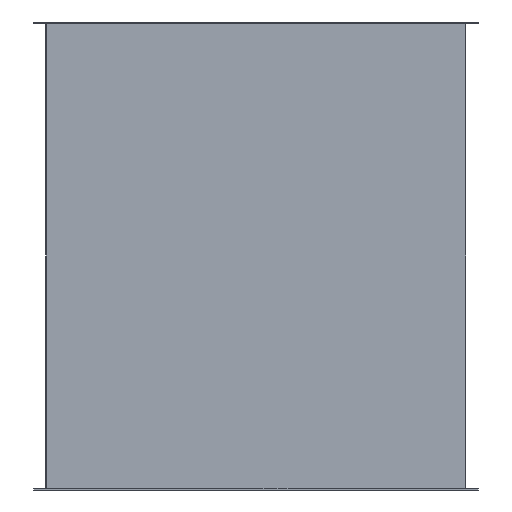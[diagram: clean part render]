
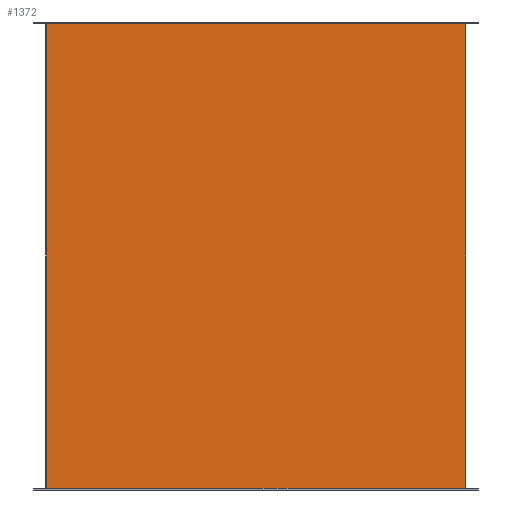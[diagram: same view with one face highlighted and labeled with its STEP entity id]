
A CAD part, front view. The second image highlights one B-rep face of the part: STEP entity #1372.
In plain terms, the highlighted planar face has unit normal (0, -1, 0).
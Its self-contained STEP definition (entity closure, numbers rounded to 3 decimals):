
#61 = ORIENTED_EDGE ( 'NONE', *, *, #2533, .T. ) ;
#88 = VERTEX_POINT ( 'NONE', #864 ) ;
#100 = ORIENTED_EDGE ( 'NONE', *, *, #2478, .T. ) ;
#180 = DIRECTION ( 'NONE',  ( 0., 0., -1. ) ) ;
#316 = PLANE ( 'NONE',  #971 ) ;
#333 = CARTESIAN_POINT ( 'NONE',  ( 350., -200., 390. ) ) ;
#410 = LINE ( 'NONE', #1800, #1465 ) ;
#532 = LINE ( 'NONE', #717, #1597 ) ;
#717 = CARTESIAN_POINT ( 'NONE',  ( -350., -200., -387. ) ) ;
#737 = DIRECTION ( 'NONE',  ( -1., 0., 0. ) ) ;
#789 = VERTEX_POINT ( 'NONE', #2024 ) ;
#792 = VECTOR ( 'NONE', #180, 1000. ) ;
#864 = CARTESIAN_POINT ( 'NONE',  ( -350., -200., 387. ) ) ;
#971 = AXIS2_PLACEMENT_3D ( 'NONE', #1365, #1152, #1803 ) ;
#980 = EDGE_CURVE ( 'NONE', #88, #1146, #1355, .T. ) ;
#1045 = ORIENTED_EDGE ( 'NONE', *, *, #1435, .F. ) ;
#1146 = VERTEX_POINT ( 'NONE', #1711 ) ;
#1152 = DIRECTION ( 'NONE',  ( 0., 1., 0. ) ) ;
#1169 = CARTESIAN_POINT ( 'NONE',  ( 350., -200., 387. ) ) ;
#1355 = LINE ( 'NONE', #2078, #792 ) ;
#1365 = CARTESIAN_POINT ( 'NONE',  ( -350., -200., 390. ) ) ;
#1372 = ADVANCED_FACE ( 'NONE', ( #2650 ), #316, .F. ) ;
#1435 = EDGE_CURVE ( 'NONE', #1953, #789, #1896, .T. ) ;
#1465 = VECTOR ( 'NONE', #737, 1000. ) ;
#1596 = DIRECTION ( 'NONE',  ( 0., 0., -1. ) ) ;
#1597 = VECTOR ( 'NONE', #2209, 1000. ) ;
#1643 = EDGE_LOOP ( 'NONE', ( #2718, #100, #1045, #61 ) ) ;
#1711 = CARTESIAN_POINT ( 'NONE',  ( -350., -200., -387. ) ) ;
#1800 = CARTESIAN_POINT ( 'NONE',  ( -350., -200., 387. ) ) ;
#1803 = DIRECTION ( 'NONE',  ( 0., 0., 1. ) ) ;
#1835 = VECTOR ( 'NONE', #1596, 1000. ) ;
#1896 = LINE ( 'NONE', #333, #1835 ) ;
#1953 = VERTEX_POINT ( 'NONE', #1169 ) ;
#2024 = CARTESIAN_POINT ( 'NONE',  ( 350., -200., -387. ) ) ;
#2078 = CARTESIAN_POINT ( 'NONE',  ( -350., -200., 390. ) ) ;
#2209 = DIRECTION ( 'NONE',  ( 1., 0., 0. ) ) ;
#2478 = EDGE_CURVE ( 'NONE', #1146, #789, #532, .T. ) ;
#2533 = EDGE_CURVE ( 'NONE', #1953, #88, #410, .T. ) ;
#2650 = FACE_OUTER_BOUND ( 'NONE', #1643, .T. ) ;
#2718 = ORIENTED_EDGE ( 'NONE', *, *, #980, .T. ) ;
